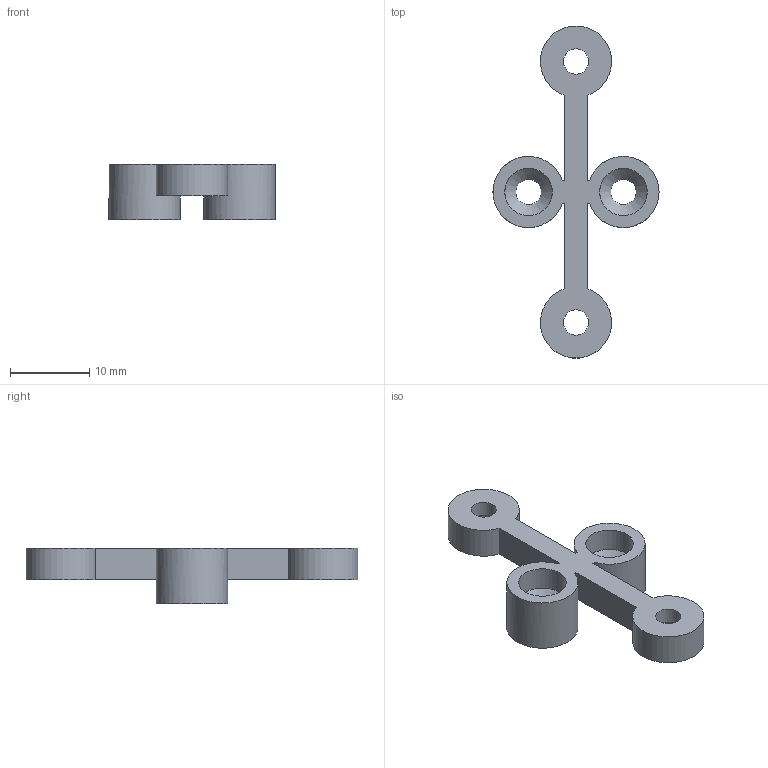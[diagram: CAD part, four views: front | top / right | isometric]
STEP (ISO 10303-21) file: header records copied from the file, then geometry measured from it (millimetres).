
FILE_DESCRIPTION(('FreeCAD Model'),'2;1');
FILE_NAME('Open CASCADE Shape Model','2025-06-30T22:38:31',('Author'),( ''),'Open CASCADE STEP processor 7.7','FreeCAD','Unknown');
FILE_SCHEMA(('AUTOMOTIVE_DESIGN { 1 0 10303 214 1 1 1 1 }'));
Length unit declared in the file: millimetre
Products named in the file (1): moving-axis-cap
Bounding box: 21 x 41.97 x 7 mm (x, y, z)
Volume: 1287 mm3; surface area: 1637.7 mm2
Topology: 1 solids, 1 shells, 30 faces, 70 edges, 46 vertices
Faces by surface type: plane 16, cylinder 12, cone 2
Full cylindrical faces by diameter (mm): 3.2 x4, 6 x4, 9 x2
Entity records: 906 total; most frequent: DIRECTION 160, CARTESIAN_POINT 149, ORIENTED_EDGE 140, EDGE_CURVE 70, AXIS2_PLACEMENT_3D 61, VERTEX_POINT 46, FACE_BOUND 42, EDGE_LOOP 42
